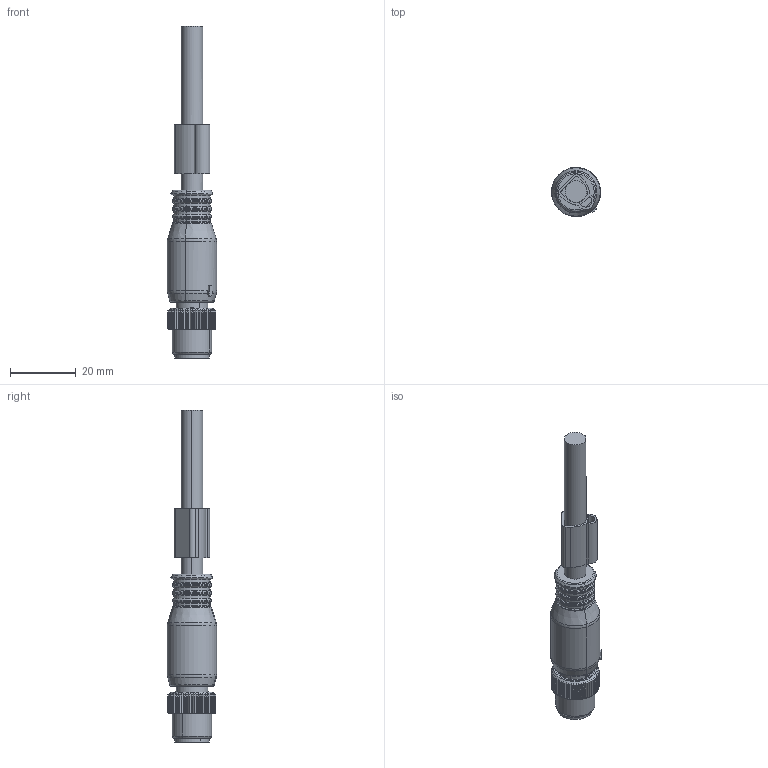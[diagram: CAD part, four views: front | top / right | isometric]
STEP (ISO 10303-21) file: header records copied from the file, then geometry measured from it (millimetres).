
FILE_DESCRIPTION(('CATIA V5 STEP Exchange','CAx-IF Rec.Pracs.--- Model Styling and Organization---1.5--- 2016-08-15','CAx-IF Rec.Pracs.---Supplemental Geometry---1.0---2011-11-01','CAx-IF Rec.Pracs.--- Composite Materials ---1.1---2010-07-15'),'2;1');
FILE_NAME ('1124854-2_0', '2025-12-08T07:59:02+00:00', ('none'), ('Weidmueller'), 'CATIA Version 5-6 Release 2024 SP4', 'CATIA V5 STEP AP214 v3', 'none');
FILE_SCHEMA(('AUTOMOTIVE_DESIGN { 1 0 10303 214 1 1 1 1 }'));
Length unit declared in the file: millimetre
Products named in the file (1): 2671890000
Bounding box: 14.98 x 14.98 x 101 mm (x, y, z)
Volume: 8617.7 mm3; surface area: 6113.5 mm2
Topology: 1 solids, 2 shells, 600 faces, 1672 edges, 1080 vertices
Faces by surface type: plane 227, cylinder 202, cone 100, torus 63, sphere 8
Entity records: 18718 total; most frequent: CARTESIAN_POINT 4972, ORIENTED_EDGE 3328, DIRECTION 1984, EDGE_CURVE 1664, VERTEX_POINT 1080, AXIS2_PLACEMENT_3D 941, VECTOR 682, LINE 682
